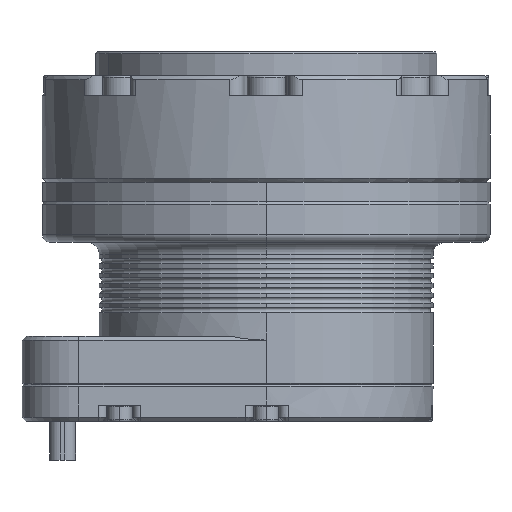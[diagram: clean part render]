
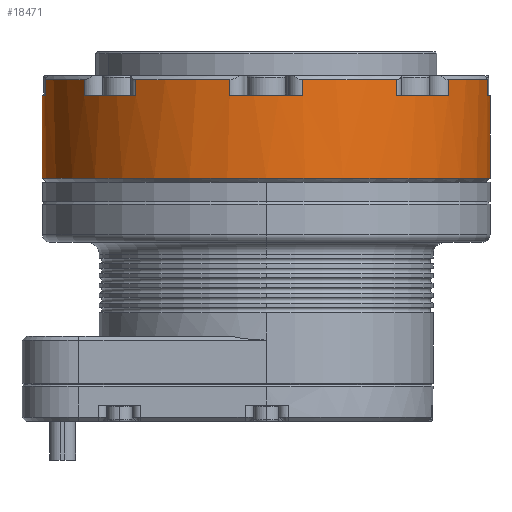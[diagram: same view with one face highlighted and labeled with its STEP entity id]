
A CAD part, left-side view. The second image highlights one B-rep face of the part: STEP entity #18471.
In plain terms, the highlighted cylindrical face has radius 27.5 mm (diameter 55 mm), a partial arc.
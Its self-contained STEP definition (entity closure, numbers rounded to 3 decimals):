
#510=DIRECTION('',(0.,0.,1.));
#511=VECTOR('',#510,2.);
#512=CARTESIAN_POINT('',(-27.13,4.495,40.));
#513=LINE('',#512,#511);
#514=CARTESIAN_POINT('',(0.,0.,42.));
#515=DIRECTION('',(0.,0.,-1.));
#516=DIRECTION('',(-0.987,0.163,0.));
#517=AXIS2_PLACEMENT_3D('',#514,#515,#516);
#519=DIRECTION('',(0.,0.,-1.));
#520=VECTOR('',#519,2.);
#521=CARTESIAN_POINT('',(-4.495,-27.13,42.));
#522=LINE('',#521,#520);
#523=DIRECTION('',(0.,0.,1.));
#524=VECTOR('',#523,10.1);
#525=CARTESIAN_POINT('',(0.,27.5,29.9));
#526=LINE('',#525,#524);
#527=DIRECTION('',(0.,0.,1.));
#528=VECTOR('',#527,2.);
#529=CARTESIAN_POINT('',(-4.495,27.13,40.));
#530=LINE('',#529,#528);
#531=CARTESIAN_POINT('',(0.,0.,40.));
#532=DIRECTION('',(0.,0.,-1.));
#533=DIRECTION('',(-0.987,-0.163,0.));
#534=AXIS2_PLACEMENT_3D('',#531,#532,#533);
#596=DIRECTION('',(0.,0.,-1.));
#597=VECTOR('',#596,2.);
#598=CARTESIAN_POINT('',(-27.13,-4.495,42.));
#599=LINE('',#598,#597);
#600=CARTESIAN_POINT('',(0.,0.,42.));
#601=DIRECTION('',(0.,0.,-1.));
#602=DIRECTION('',(-0.813,-0.582,0.));
#603=AXIS2_PLACEMENT_3D('',#600,#601,#602);
#620=DIRECTION('',(0.,0.,1.));
#621=VECTOR('',#620,2.);
#622=CARTESIAN_POINT('',(-22.362,-16.005,40.));
#623=LINE('',#622,#621);
#655=DIRECTION('',(0.,0.,-1.));
#656=VECTOR('',#655,2.);
#657=CARTESIAN_POINT('',(-16.005,-22.362,42.));
#658=LINE('',#657,#656);
#659=CARTESIAN_POINT('',(0.,0.,42.));
#660=DIRECTION('',(0.,0.,-1.));
#661=DIRECTION('',(-0.163,-0.987,0.));
#662=AXIS2_PLACEMENT_3D('',#659,#660,#661);
#681=CARTESIAN_POINT('',(0.,0.,40.));
#682=DIRECTION('',(0.,0.,-1.));
#683=DIRECTION('',(0.,-1.,0.));
#684=AXIS2_PLACEMENT_3D('',#681,#682,#683);
#915=DIRECTION('',(0.,0.,1.));
#916=VECTOR('',#915,10.1);
#917=CARTESIAN_POINT('',(0.,-27.5,29.9));
#918=LINE('',#917,#916);
#6972=CARTESIAN_POINT('',(0.,0.,29.9));
#6973=DIRECTION('',(0.,0.,1.));
#6974=DIRECTION('',(0.,1.,0.));
#6975=AXIS2_PLACEMENT_3D('',#6972,#6973,#6974);
#8013=CARTESIAN_POINT('',(0.,0.,40.));
#8014=DIRECTION('',(0.,0.,-1.));
#8015=DIRECTION('',(-0.163,0.987,0.));
#8016=AXIS2_PLACEMENT_3D('',#8013,#8014,#8015);
#8048=CARTESIAN_POINT('',(0.,0.,42.));
#8049=DIRECTION('',(0.,0.,-1.));
#8050=DIRECTION('',(-0.582,0.813,0.));
#8051=AXIS2_PLACEMENT_3D('',#8048,#8049,#8050);
#8082=DIRECTION('',(0.,0.,1.));
#8083=VECTOR('',#8082,2.);
#8084=CARTESIAN_POINT('',(-16.005,22.362,40.));
#8085=LINE('',#8084,#8083);
#8117=DIRECTION('',(0.,0.,-1.));
#8118=VECTOR('',#8117,2.);
#8119=CARTESIAN_POINT('',(-22.362,16.005,42.));
#8120=LINE('',#8119,#8118);
#8126=CARTESIAN_POINT('',(0.,0.,40.));
#8127=DIRECTION('',(0.,0.,-1.));
#8128=DIRECTION('',(-0.813,0.582,0.));
#8129=AXIS2_PLACEMENT_3D('',#8126,#8127,#8128);
#9522=CARTESIAN_POINT('',(0.,0.,40.));
#9523=DIRECTION('',(0.,0.,-1.));
#9524=DIRECTION('',(-0.582,-0.813,0.));
#9525=AXIS2_PLACEMENT_3D('',#9522,#9523,#9524);
#14760=CARTESIAN_POINT('',(0.,27.5,40.));
#14761=VERTEX_POINT('',#14760);
#14763=CARTESIAN_POINT('',(0.,-27.5,40.));
#14765=VERTEX_POINT('',#14763);
#14823=CARTESIAN_POINT('',(-4.495,-27.13,40.));
#14824=VERTEX_POINT('',#14823);
#14833=CARTESIAN_POINT('',(-27.13,4.495,40.));
#14834=CARTESIAN_POINT('',(-27.13,4.495,42.));
#14835=VERTEX_POINT('',#14833);
#14836=VERTEX_POINT('',#14834);
#14837=CARTESIAN_POINT('',(-27.13,-4.495,40.));
#14838=VERTEX_POINT('',#14837);
#14839=CARTESIAN_POINT('',(-27.13,-4.495,42.));
#14840=VERTEX_POINT('',#14839);
#14841=CARTESIAN_POINT('',(-22.362,-16.005,42.));
#14842=VERTEX_POINT('',#14841);
#14843=CARTESIAN_POINT('',(-22.362,-16.005,40.));
#14844=VERTEX_POINT('',#14843);
#14845=CARTESIAN_POINT('',(-16.005,-22.362,40.));
#14846=VERTEX_POINT('',#14845);
#14847=CARTESIAN_POINT('',(-16.005,-22.362,42.));
#14848=VERTEX_POINT('',#14847);
#14849=CARTESIAN_POINT('',(-4.495,-27.13,42.));
#14850=VERTEX_POINT('',#14849);
#14851=CARTESIAN_POINT('',(-4.495,27.13,40.));
#14852=VERTEX_POINT('',#14851);
#14853=CARTESIAN_POINT('',(-4.495,27.13,
42.));
#14854=VERTEX_POINT('',#14853);
#14855=CARTESIAN_POINT('',(-16.005,22.362,42.));
#14856=VERTEX_POINT('',#14855);
#14857=CARTESIAN_POINT('',(-16.005,22.362,40.));
#14858=VERTEX_POINT('',#14857);
#14859=CARTESIAN_POINT('',(-22.362,16.005,40.));
#14860=VERTEX_POINT('',#14859);
#14861=CARTESIAN_POINT('',(-22.362,16.005,42.));
#14862=VERTEX_POINT('',#14861);
#17845=CARTESIAN_POINT('',(0.,27.5,29.9));
#17846=VERTEX_POINT('',#17845);
#17847=CARTESIAN_POINT('',(0.,-27.5,29.9));
#17849=VERTEX_POINT('',#17847);
#18426=CARTESIAN_POINT('',(0.,0.,28.5));
#18427=DIRECTION('',(0.,0.,-1.));
#18428=DIRECTION('',(0.,-1.,0.));
#18429=AXIS2_PLACEMENT_3D('',#18426,#18427,#18428);
#18430=CYLINDRICAL_SURFACE('',#18429,27.5);
#18431=ORIENTED_EDGE('',*,*,#18407,.F.);
#18433=ORIENTED_EDGE('',*,*,#18432,.F.);
#18435=ORIENTED_EDGE('',*,*,#18434,.F.);
#18437=ORIENTED_EDGE('',*,*,#18436,.F.);
#18439=ORIENTED_EDGE('',*,*,#18438,.F.);
#18441=ORIENTED_EDGE('',*,*,#18440,.F.);
#18443=ORIENTED_EDGE('',*,*,#18442,.F.);
#18445=ORIENTED_EDGE('',*,*,#18444,.F.);
#18447=ORIENTED_EDGE('',*,*,#18446,.T.);
#18449=ORIENTED_EDGE('',*,*,#18448,.F.);
#18451=ORIENTED_EDGE('',*,*,#18450,.F.);
#18453=ORIENTED_EDGE('',*,*,#18452,.F.);
#18455=ORIENTED_EDGE('',*,*,#18454,.T.);
#18457=ORIENTED_EDGE('',*,*,#18456,.F.);
#18459=ORIENTED_EDGE('',*,*,#18458,.T.);
#18461=ORIENTED_EDGE('',*,*,#18460,.F.);
#18463=ORIENTED_EDGE('',*,*,#18462,.F.);
#18465=ORIENTED_EDGE('',*,*,#18464,.F.);
#18467=ORIENTED_EDGE('',*,*,#18466,.F.);
#18468=ORIENTED_EDGE('',*,*,#18418,.F.);
#18469=EDGE_LOOP('',(#18431,#18433,#18435,#18437,#18439,#18441,#18443,#18445,
#18447,#18449,#18451,#18453,#18455,#18457,#18459,#18461,#18463,#18465,#18467,
#18468));
#18470=FACE_OUTER_BOUND('',#18469,.F.);
#18471=ADVANCED_FACE('',(#18470),#18430,.T.);
#518=CIRCLE('',#517,27.5);
#535=CIRCLE('',#534,27.5);
#604=CIRCLE('',#603,27.5);
#663=CIRCLE('',#662,27.5);
#685=CIRCLE('',#684,27.5);
#6976=CIRCLE('',#6975,27.5);
#8017=CIRCLE('',#8016,27.5);
#8052=CIRCLE('',#8051,27.5);
#8130=CIRCLE('',#8129,27.5);
#9526=CIRCLE('',#9525,27.5);
#18407=EDGE_CURVE('',#14835,#14836,#513,.T.);
#18418=EDGE_CURVE('',#14836,#14862,#518,.T.);
#18432=EDGE_CURVE('',#14838,#14835,#535,.T.);
#18434=EDGE_CURVE('',#14840,#14838,#599,.T.);
#18436=EDGE_CURVE('',#14842,#14840,#604,.T.);
#18438=EDGE_CURVE('',#14844,#14842,#623,.T.);
#18440=EDGE_CURVE('',#14846,#14844,#9526,.T.);
#18442=EDGE_CURVE('',#14848,#14846,#658,.T.);
#18444=EDGE_CURVE('',#14850,#14848,#663,.T.);
#18446=EDGE_CURVE('',#14850,#14824,#522,.T.);
#18448=EDGE_CURVE('',#14765,#14824,#685,.T.);
#18450=EDGE_CURVE('',#17849,#14765,#918,.T.);
#18452=EDGE_CURVE('',#17846,#17849,#6976,.T.);
#18454=EDGE_CURVE('',#17846,#14761,#526,.T.);
#18456=EDGE_CURVE('',#14852,#14761,#8017,.T.);
#18458=EDGE_CURVE('',#14852,#14854,#530,.T.);
#18460=EDGE_CURVE('',#14856,#14854,#8052,.T.);
#18462=EDGE_CURVE('',#14858,#14856,#8085,.T.);
#18464=EDGE_CURVE('',#14860,#14858,#8130,.T.);
#18466=EDGE_CURVE('',#14862,#14860,#8120,.T.);
